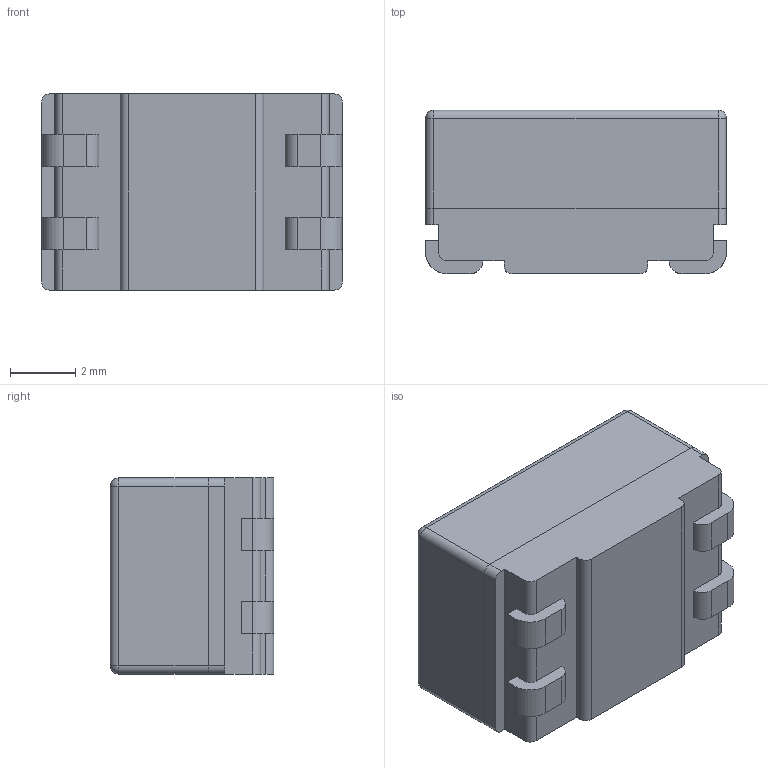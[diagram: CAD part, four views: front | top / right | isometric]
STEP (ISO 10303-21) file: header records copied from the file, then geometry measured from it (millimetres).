
FILE_DESCRIPTION (( 'STEP AP214' ), '1' );
FILE_NAME ('744221.STEP', '2022-08-04T09:11:17', ( '' ), ( '' ), 'SwSTEP 2.0', 'SolidWorks 2018', '' );
FILE_SCHEMA (( 'AUTOMOTIVE_DESIGN' ));
Length unit declared in the file: millimetre
Products named in the file (1): 744221
Bounding box: 9.2 x 5 x 6 mm (x, y, z)
Volume: 261.6 mm3; surface area: 378.6 mm2
Topology: 4 solids, 4 shells, 83 faces, 214 edges, 136 vertices
Faces by surface type: plane 49, cylinder 30, sphere 4
Entity records: 3462 total; most frequent: DIRECTION 438, CARTESIAN_POINT 430, ORIENTED_EDGE 420, EDGE_CURVE 210, VECTOR 150, LINE 150, AXIS2_PLACEMENT_3D 144, VERTEX_POINT 136
